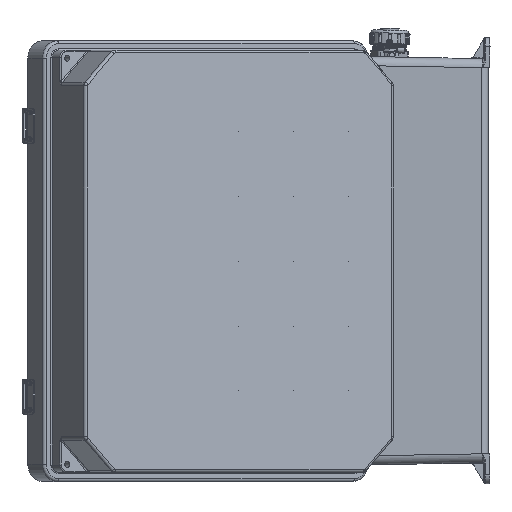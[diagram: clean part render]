
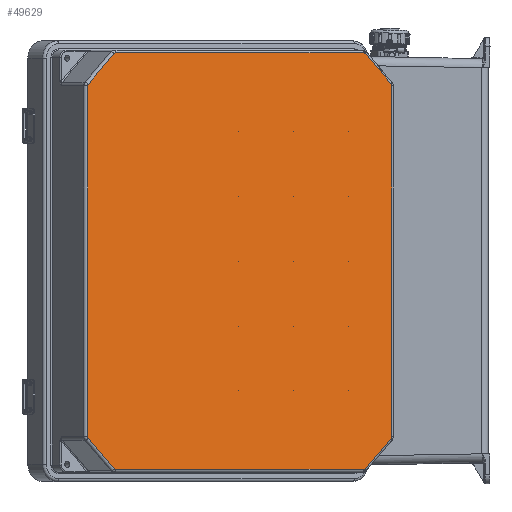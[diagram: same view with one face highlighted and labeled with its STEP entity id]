
A CAD part, left-side view. The second image highlights one B-rep face of the part: STEP entity #49629.
In plain terms, the highlighted face is planar.
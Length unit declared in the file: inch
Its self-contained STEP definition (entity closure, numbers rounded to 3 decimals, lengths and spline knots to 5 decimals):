
#22 = AXIS2_PLACEMENT_3D ( 'NONE', #8460, #43990, #13584 ) ;
#427 = LINE ( 'NONE', #48920, #12402 ) ;
#708 = CARTESIAN_POINT ( 'NONE',  ( -5.1533, 3.24803, -0.44432 ) ) ;
#805 = DIRECTION ( 'NONE',  ( 0., 1., 0. ) ) ;
#880 = CIRCLE ( 'NONE', #22, 0.07874 ) ;
#1061 = ORIENTED_EDGE ( 'NONE', *, *, #41469, .F. ) ;
#1591 = DIRECTION ( 'NONE',  ( 0., 1., 0. ) ) ;
#2700 = EDGE_CURVE ( 'NONE', #57940, #26065, #14574, .T. ) ;
#3258 = VERTEX_POINT ( 'NONE', #34873 ) ;
#3288 = DIRECTION ( 'NONE',  ( 0., 1., 0. ) ) ;
#3874 = DIRECTION ( 'NONE',  ( 0., 0., -1. ) ) ;
#4026 = AXIS2_PLACEMENT_3D ( 'NONE', #15601, #51109, #20725 ) ;
#4672 = ORIENTED_EDGE ( 'NONE', *, *, #64475, .T. ) ;
#4980 = CARTESIAN_POINT ( 'NONE',  ( 5.09763, 3.24803, -0.42126 ) ) ;
#5447 = EDGE_CURVE ( 'NONE', #35603, #24287, #39404, .T. ) ;
#5691 = ORIENTED_EDGE ( 'NONE', *, *, #44545, .F. ) ;
#6507 = ORIENTED_EDGE ( 'NONE', *, *, #29850, .T. ) ;
#7340 = CARTESIAN_POINT ( 'NONE',  ( -6.23622, 3.24803, -7.65748 ) ) ;
#7794 = EDGE_LOOP ( 'NONE', ( #6507, #45552, #55228, #1061, #5691, #47629, #16493, #4672, #37752, #50884, #41353, #26318, #61722, #31685, #17745, #46726 ) ) ;
#8286 = LINE ( 'NONE', #38124, #21864 ) ;
#8460 = CARTESIAN_POINT ( 'NONE',  ( 6.15748, 3.24803, -13.75511 ) ) ;
#8591 = LINE ( 'NONE', #28963, #9356 ) ;
#9356 = VECTOR ( 'NONE', #59388, 39.37008 ) ;
#9630 = LINE ( 'NONE', #7340, #46453 ) ;
#9782 = CARTESIAN_POINT ( 'NONE',  ( -5.09763, 3.24803, -0.5 ) ) ;
#10504 = AXIS2_PLACEMENT_3D ( 'NONE', #33855, #3288, #38934 ) ;
#10828 = CARTESIAN_POINT ( 'NONE',  ( 5.09763, 3.24803, -14.8937 ) ) ;
#10846 = EDGE_CURVE ( 'NONE', #50548, #35701, #24256, .T. ) ;
#10912 = CIRCLE ( 'NONE', #47345, 0.07874 ) ;
#11050 = AXIS2_PLACEMENT_3D ( 'NONE', #31315, #805, #36403 ) ;
#11320 = DIRECTION ( 'NONE',  ( 1., 0., 0. ) ) ;
#12402 = VECTOR ( 'NONE', #54074, 39.37008 ) ;
#12449 = AXIS2_PLACEMENT_3D ( 'NONE', #46695, #1591, #37204 ) ;
#12486 = CARTESIAN_POINT ( 'NONE',  ( -6.15748, 3.24803, -1.55985 ) ) ;
#13090 = VECTOR ( 'NONE', #40416, 39.37008 ) ;
#13201 = CARTESIAN_POINT ( 'NONE',  ( -6.23622, 3.24803, -13.75511 ) ) ;
#13584 = DIRECTION ( 'NONE',  ( 0., 0., -1. ) ) ;
#13952 = VERTEX_POINT ( 'NONE', #18223 ) ;
#14160 = CARTESIAN_POINT ( 'NONE',  ( -6.21316, 3.24803, -13.81078 ) ) ;
#14216 = AXIS2_PLACEMENT_3D ( 'NONE', #9782, #45313, #14902 ) ;
#14574 = LINE ( 'NONE', #56421, #63035 ) ;
#14902 = DIRECTION ( 'NONE',  ( 0., 0., 1. ) ) ;
#15601 = CARTESIAN_POINT ( 'NONE',  ( -6.15748, 3.24803, -13.75511 ) ) ;
#16106 = EDGE_CURVE ( 'NONE', #3258, #57940, #63595, .T. ) ;
#16493 = ORIENTED_EDGE ( 'NONE', *, *, #50169, .T. ) ;
#17419 = EDGE_CURVE ( 'NONE', #50053, #35701, #9630, .T. ) ;
#17602 = DIRECTION ( 'NONE',  ( 0., 0., 1. ) ) ;
#17745 = ORIENTED_EDGE ( 'NONE', *, *, #5447, .T. ) ;
#18223 = CARTESIAN_POINT ( 'NONE',  ( 6.21316, 3.24803, -1.50418 ) ) ;
#20725 = DIRECTION ( 'NONE',  ( 0., 0., -1. ) ) ;
#21568 = CARTESIAN_POINT ( 'NONE',  ( -5.09763, 3.24803, -14.81496 ) ) ;
#21864 = VECTOR ( 'NONE', #63417, 39.37008 ) ;
#21868 = PLANE ( 'NONE',  #12449 ) ;
#22891 = VECTOR ( 'NONE', #11320, 39.37008 ) ;
#23293 = CARTESIAN_POINT ( 'NONE',  ( 6.23622, 3.24803, -13.75511 ) ) ;
#24256 = CIRCLE ( 'NONE', #4026, 0.07874 ) ;
#24287 = VERTEX_POINT ( 'NONE', #56667 ) ;
#24669 = VERTEX_POINT ( 'NONE', #51989 ) ;
#24808 = EDGE_CURVE ( 'NONE', #26065, #50053, #29039, .T. ) ;
#26065 = VERTEX_POINT ( 'NONE', #40965 ) ;
#26318 = ORIENTED_EDGE ( 'NONE', *, *, #2700, .F. ) ;
#26661 = DIRECTION ( 'NONE',  ( 0., 0., -1. ) ) ;
#28963 = CARTESIAN_POINT ( 'NONE',  ( 6.21316, 3.24803, -1.50418 ) ) ;
#29039 = CIRCLE ( 'NONE', #39042, 0.07874 ) ;
#29111 = EDGE_CURVE ( 'NONE', #24287, #13952, #8591, .T. ) ;
#29662 = CARTESIAN_POINT ( 'NONE',  ( 6.21316, 3.24803, -13.81078 ) ) ;
#29850 = EDGE_CURVE ( 'NONE', #13952, #43676, #60194, .T. ) ;
#31315 = CARTESIAN_POINT ( 'NONE',  ( 6.15748, 3.24803, -1.55985 ) ) ;
#31685 = ORIENTED_EDGE ( 'NONE', *, *, #57307, .T. ) ;
#33855 = CARTESIAN_POINT ( 'NONE',  ( 5.09763, 3.24803, -0.5 ) ) ;
#34392 = DIRECTION ( 'NONE',  ( 0., -1., 0. ) ) ;
#34790 = FACE_OUTER_BOUND ( 'NONE', #7794, .T. ) ;
#34873 = CARTESIAN_POINT ( 'NONE',  ( -5.09763, 3.24803, -0.42126 ) ) ;
#35603 = VERTEX_POINT ( 'NONE', #56767 ) ;
#35701 = VERTEX_POINT ( 'NONE', #13201 ) ;
#36207 = DIRECTION ( 'NONE',  ( -0.707, 0., -0.707 ) ) ;
#36403 = DIRECTION ( 'NONE',  ( 0., 0., 1. ) ) ;
#37204 = DIRECTION ( 'NONE',  ( 0., 0., 1. ) ) ;
#37657 = AXIS2_PLACEMENT_3D ( 'NONE', #64842, #34392, #3874 ) ;
#37752 = ORIENTED_EDGE ( 'NONE', *, *, #10846, .T. ) ;
#38078 = DIRECTION ( 'NONE',  ( 0., 0., -1. ) ) ;
#38124 = CARTESIAN_POINT ( 'NONE',  ( 6.23622, 3.24803, -7.65748 ) ) ;
#38934 = DIRECTION ( 'NONE',  ( 0., 0., 1. ) ) ;
#39042 = AXIS2_PLACEMENT_3D ( 'NONE', #12486, #47959, #17602 ) ;
#39404 = CIRCLE ( 'NONE', #10504, 0.07874 ) ;
#39742 = EDGE_CURVE ( 'NONE', #43676, #47203, #8286, .T. ) ;
#40137 = LINE ( 'NONE', #4980, #13090 ) ;
#40416 = DIRECTION ( 'NONE',  ( 1., 0., 0. ) ) ;
#40669 = VECTOR ( 'NONE', #60083, 39.37008 ) ;
#40965 = CARTESIAN_POINT ( 'NONE',  ( -6.21316, 3.24803, -1.50418 ) ) ;
#41353 = ORIENTED_EDGE ( 'NONE', *, *, #24808, .F. ) ;
#41469 = EDGE_CURVE ( 'NONE', #61546, #65787, #57376, .T. ) ;
#41900 = CIRCLE ( 'NONE', #37657, 0.07874 ) ;
#42805 = EDGE_CURVE ( 'NONE', #65787, #47203, #880, .T. ) ;
#43676 = VERTEX_POINT ( 'NONE', #56600 ) ;
#43990 = DIRECTION ( 'NONE',  ( 0., -1., 0. ) ) ;
#44545 = EDGE_CURVE ( 'NONE', #52301, #61546, #41900, .T. ) ;
#44610 = CARTESIAN_POINT ( 'NONE',  ( -5.09763, 3.24803, -14.8937 ) ) ;
#45313 = DIRECTION ( 'NONE',  ( 0., -1., 0. ) ) ;
#45552 = ORIENTED_EDGE ( 'NONE', *, *, #39742, .T. ) ;
#46453 = VECTOR ( 'NONE', #38078, 39.37008 ) ;
#46695 = CARTESIAN_POINT ( 'NONE',  ( 0., 3.24803, -0.32283 ) ) ;
#46726 = ORIENTED_EDGE ( 'NONE', *, *, #29111, .T. ) ;
#47203 = VERTEX_POINT ( 'NONE', #23293 ) ;
#47345 = AXIS2_PLACEMENT_3D ( 'NONE', #21568, #57109, #26661 ) ;
#47629 = ORIENTED_EDGE ( 'NONE', *, *, #50177, .F. ) ;
#47821 = CARTESIAN_POINT ( 'NONE',  ( 5.1533, 3.24803, -14.87064 ) ) ;
#47959 = DIRECTION ( 'NONE',  ( 0., -1., 0. ) ) ;
#48920 = CARTESIAN_POINT ( 'NONE',  ( -6.21316, 3.24803, -13.81078 ) ) ;
#49629 = ADVANCED_FACE ( 'NONE', ( #34790 ), #21868, .T. ) ;
#49829 = CARTESIAN_POINT ( 'NONE',  ( 6.21316, 3.24803, -13.81078 ) ) ;
#49845 = LINE ( 'NONE', #51943, #22891 ) ;
#50053 = VERTEX_POINT ( 'NONE', #59275 ) ;
#50169 = EDGE_CURVE ( 'NONE', #55215, #24669, #10912, .T. ) ;
#50177 = EDGE_CURVE ( 'NONE', #55215, #52301, #49845, .T. ) ;
#50548 = VERTEX_POINT ( 'NONE', #14160 ) ;
#50884 = ORIENTED_EDGE ( 'NONE', *, *, #17419, .F. ) ;
#51109 = DIRECTION ( 'NONE',  ( 0., 1., 0. ) ) ;
#51943 = CARTESIAN_POINT ( 'NONE',  ( 5.09763, 3.24803, -14.8937 ) ) ;
#51989 = CARTESIAN_POINT ( 'NONE',  ( -5.1533, 3.24803, -14.87064 ) ) ;
#52301 = VERTEX_POINT ( 'NONE', #10828 ) ;
#54074 = DIRECTION ( 'NONE',  ( -0.707, 0., 0.707 ) ) ;
#55215 = VERTEX_POINT ( 'NONE', #44610 ) ;
#55228 = ORIENTED_EDGE ( 'NONE', *, *, #42805, .F. ) ;
#56421 = CARTESIAN_POINT ( 'NONE',  ( -6.21316, 3.24803, -1.50418 ) ) ;
#56600 = CARTESIAN_POINT ( 'NONE',  ( 6.23622, 3.24803, -1.55985 ) ) ;
#56667 = CARTESIAN_POINT ( 'NONE',  ( 5.1533, 3.24803, -0.44432 ) ) ;
#56767 = CARTESIAN_POINT ( 'NONE',  ( 5.09763, 3.24803, -0.42126 ) ) ;
#57109 = DIRECTION ( 'NONE',  ( 0., 1., 0. ) ) ;
#57307 = EDGE_CURVE ( 'NONE', #3258, #35603, #40137, .T. ) ;
#57376 = LINE ( 'NONE', #29662, #40669 ) ;
#57940 = VERTEX_POINT ( 'NONE', #708 ) ;
#59275 = CARTESIAN_POINT ( 'NONE',  ( -6.23622, 3.24803, -1.55985 ) ) ;
#59388 = DIRECTION ( 'NONE',  ( 0.707, 0., -0.707 ) ) ;
#60083 = DIRECTION ( 'NONE',  ( 0.707, 0., 0.707 ) ) ;
#60194 = CIRCLE ( 'NONE', #11050, 0.07874 ) ;
#61546 = VERTEX_POINT ( 'NONE', #47821 ) ;
#61722 = ORIENTED_EDGE ( 'NONE', *, *, #16106, .F. ) ;
#63035 = VECTOR ( 'NONE', #36207, 39.37008 ) ;
#63417 = DIRECTION ( 'NONE',  ( 0., 0., -1. ) ) ;
#63595 = CIRCLE ( 'NONE', #14216, 0.07874 ) ;
#64475 = EDGE_CURVE ( 'NONE', #24669, #50548, #427, .T. ) ;
#64842 = CARTESIAN_POINT ( 'NONE',  ( 5.09763, 3.24803, -14.81496 ) ) ;
#65787 = VERTEX_POINT ( 'NONE', #49829 ) ;
